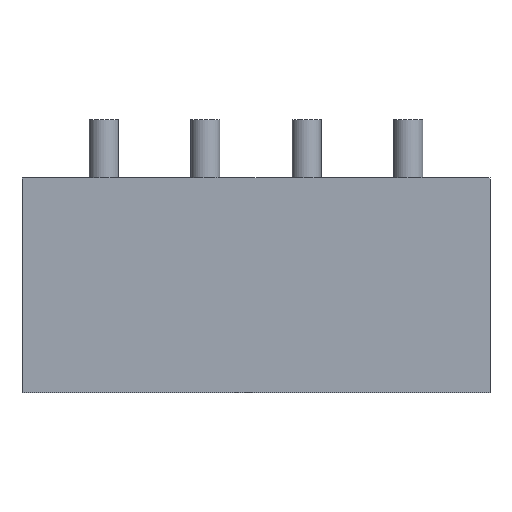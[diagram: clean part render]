
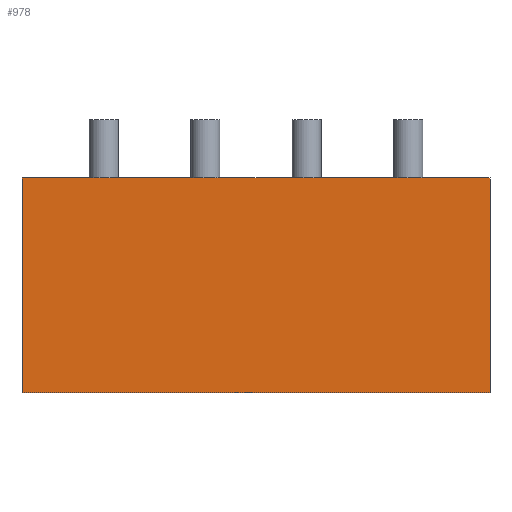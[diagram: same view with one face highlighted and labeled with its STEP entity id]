
A CAD part, front view. The second image highlights one B-rep face of the part: STEP entity #978.
In plain terms, the highlighted planar face has unit normal (0, -1, 0).
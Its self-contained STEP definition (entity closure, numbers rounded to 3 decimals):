
#31 = EDGE_LOOP ( 'NONE', ( #384, #283, #33, #422 ) ) ;
#33 = ORIENTED_EDGE ( 'NONE', *, *, #228, .F. ) ;
#55 = VECTOR ( 'NONE', #322, 1000. ) ;
#173 = CARTESIAN_POINT ( 'NONE',  ( 0., 0., 0. ) ) ;
#228 = EDGE_CURVE ( 'NONE', #362, #1082, #436, .T. ) ;
#281 = DIRECTION ( 'NONE',  ( 0., 0., 1. ) ) ;
#283 = ORIENTED_EDGE ( 'NONE', *, *, #699, .F. ) ;
#286 = AXIS2_PLACEMENT_3D ( 'NONE', #368, #718, #281 ) ;
#292 = CARTESIAN_POINT ( 'NONE',  ( 0., 0., 11. ) ) ;
#320 = LINE ( 'NONE', #673, #55 ) ;
#322 = DIRECTION ( 'NONE',  ( 1., 0., 0. ) ) ;
#362 = VERTEX_POINT ( 'NONE', #709 ) ;
#368 = CARTESIAN_POINT ( 'NONE',  ( 0., 0., 11. ) ) ;
#384 = ORIENTED_EDGE ( 'NONE', *, *, #744, .T. ) ;
#422 = ORIENTED_EDGE ( 'NONE', *, *, #547, .T. ) ;
#435 = DIRECTION ( 'NONE',  ( 1., 0., 0. ) ) ;
#436 = LINE ( 'NONE', #701, #866 ) ;
#525 = LINE ( 'NONE', #1019, #961 ) ;
#547 = EDGE_CURVE ( 'NONE', #362, #772, #768, .T. ) ;
#570 = CARTESIAN_POINT ( 'NONE',  ( -24., 0., 11. ) ) ;
#633 = FACE_OUTER_BOUND ( 'NONE', #31, .T. ) ;
#673 = CARTESIAN_POINT ( 'NONE',  ( 0., 0., 0. ) ) ;
#699 = EDGE_CURVE ( 'NONE', #1082, #914, #525, .T. ) ;
#701 = CARTESIAN_POINT ( 'NONE',  ( 0., 0., 11. ) ) ;
#709 = CARTESIAN_POINT ( 'NONE',  ( -24., 0., 11. ) ) ;
#718 = DIRECTION ( 'NONE',  ( 0., 1., 0. ) ) ;
#744 = EDGE_CURVE ( 'NONE', #772, #914, #320, .T. ) ;
#768 = LINE ( 'NONE', #570, #975 ) ;
#772 = VERTEX_POINT ( 'NONE', #942 ) ;
#785 = PLANE ( 'NONE',  #286 ) ;
#866 = VECTOR ( 'NONE', #435, 1000. ) ;
#914 = VERTEX_POINT ( 'NONE', #173 ) ;
#923 = DIRECTION ( 'NONE',  ( 0., 0., -1. ) ) ;
#933 = DIRECTION ( 'NONE',  ( 0., 0., -1. ) ) ;
#942 = CARTESIAN_POINT ( 'NONE',  ( -24., 0., 0. ) ) ;
#961 = VECTOR ( 'NONE', #933, 1000. ) ;
#975 = VECTOR ( 'NONE', #923, 1000. ) ;
#978 = ADVANCED_FACE ( 'NONE', ( #633 ), #785, .F. ) ;
#1019 = CARTESIAN_POINT ( 'NONE',  ( 0., 0., 11. ) ) ;
#1082 = VERTEX_POINT ( 'NONE', #292 ) ;
